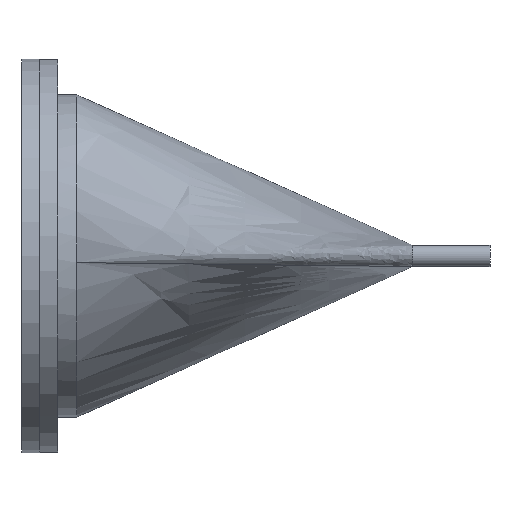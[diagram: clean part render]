
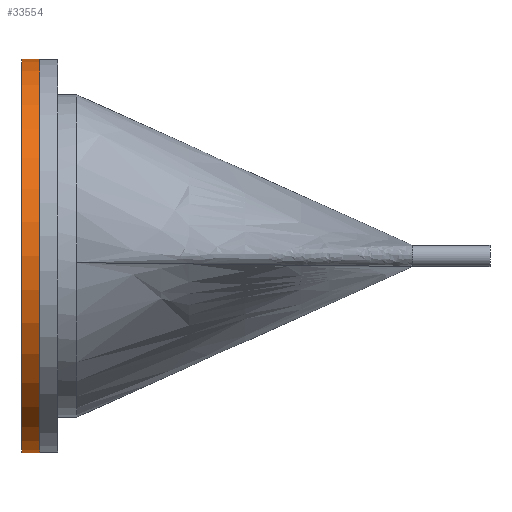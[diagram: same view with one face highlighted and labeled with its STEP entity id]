
A CAD part, front view. The second image highlights one B-rep face of the part: STEP entity #33554.
In plain terms, the highlighted cylindrical face has radius 562.5 mm (diameter 1125 mm), a partial arc.
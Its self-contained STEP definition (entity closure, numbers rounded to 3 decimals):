
#175 = DIRECTION ( 'NONE',  ( 1., 0., 0. ) ) ;
#957 = EDGE_CURVE ( 'NONE', #32640, #25370, #30654, .T. ) ;
#1042 = AXIS2_PLACEMENT_3D ( 'NONE', #26453, #16651, #39204 ) ;
#3918 = CARTESIAN_POINT ( 'NONE',  ( -107., 0., -562.5 ) ) ;
#4704 = ORIENTED_EDGE ( 'NONE', *, *, #11126, .T. ) ;
#4770 = DIRECTION ( 'NONE',  ( 1., 0., 0. ) ) ;
#7533 = DIRECTION ( 'NONE',  ( 1., 0., 0. ) ) ;
#7835 = ORIENTED_EDGE ( 'NONE', *, *, #24994, .F. ) ;
#8512 = AXIS2_PLACEMENT_3D ( 'NONE', #12073, #40388, #40191 ) ;
#11108 = DIRECTION ( 'NONE',  ( 0., 0., -1. ) ) ;
#11126 = EDGE_CURVE ( 'NONE', #25370, #33213, #13502, .T. ) ;
#11139 = EDGE_LOOP ( 'NONE', ( #7835, #12574, #19085, #4704 ) ) ;
#12073 = CARTESIAN_POINT ( 'NONE',  ( -157., 0., 0. ) ) ;
#12574 = ORIENTED_EDGE ( 'NONE', *, *, #20514, .F. ) ;
#13030 = VECTOR ( 'NONE', #7533, 1000. ) ;
#13502 = CIRCLE ( 'NONE', #1042, 562.5 ) ;
#15979 = LINE ( 'NONE', #34072, #35811 ) ;
#16651 = DIRECTION ( 'NONE',  ( -1., 0., 0. ) ) ;
#19085 = ORIENTED_EDGE ( 'NONE', *, *, #957, .T. ) ;
#20514 = EDGE_CURVE ( 'NONE', #32640, #24071, #34053, .T. ) ;
#22342 = CARTESIAN_POINT ( 'NONE',  ( -157., 0., -562.5 ) ) ;
#24071 = VERTEX_POINT ( 'NONE', #27598 ) ;
#24994 = EDGE_CURVE ( 'NONE', #24071, #33213, #15979, .T. ) ;
#25370 = VERTEX_POINT ( 'NONE', #3918 ) ;
#25885 = CARTESIAN_POINT ( 'NONE',  ( -157., 0., -562.5 ) ) ;
#26453 = CARTESIAN_POINT ( 'NONE',  ( -107., 0., 0. ) ) ;
#26477 = CYLINDRICAL_SURFACE ( 'NONE', #38379, 562.5 ) ;
#27598 = CARTESIAN_POINT ( 'NONE',  ( -157., 0., 562.5 ) ) ;
#29185 = CARTESIAN_POINT ( 'NONE',  ( -157., 0., 0. ) ) ;
#30654 = LINE ( 'NONE', #22342, #13030 ) ;
#30851 = CARTESIAN_POINT ( 'NONE',  ( -107., 0., 562.5 ) ) ;
#32640 = VERTEX_POINT ( 'NONE', #25885 ) ;
#32861 = FACE_OUTER_BOUND ( 'NONE', #11139, .T. ) ;
#33213 = VERTEX_POINT ( 'NONE', #30851 ) ;
#33554 = ADVANCED_FACE ( 'NONE', ( #32861 ), #26477, .T. ) ;
#34053 = CIRCLE ( 'NONE', #8512, 562.5 ) ;
#34072 = CARTESIAN_POINT ( 'NONE',  ( -157., 0., 562.5 ) ) ;
#35811 = VECTOR ( 'NONE', #175, 1000. ) ;
#38379 = AXIS2_PLACEMENT_3D ( 'NONE', #29185, #4770, #11108 ) ;
#39204 = DIRECTION ( 'NONE',  ( 0., 0., 1. ) ) ;
#40191 = DIRECTION ( 'NONE',  ( 0., 0., 1. ) ) ;
#40388 = DIRECTION ( 'NONE',  ( -1., 0., 0. ) ) ;
